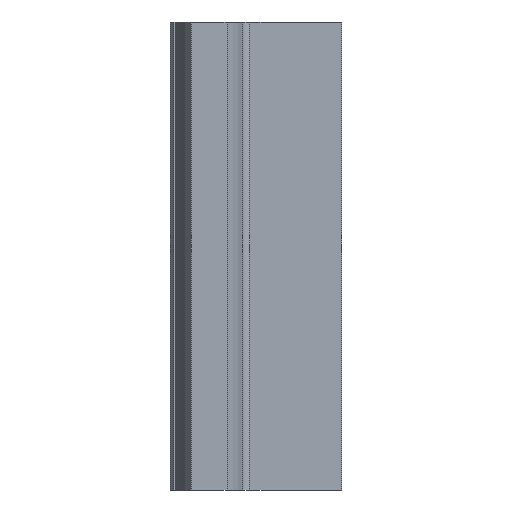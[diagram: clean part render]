
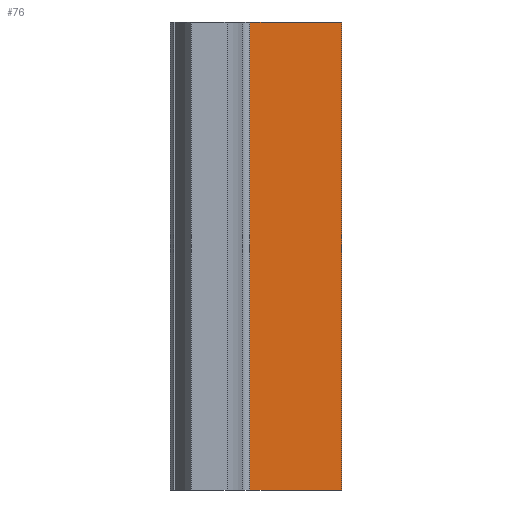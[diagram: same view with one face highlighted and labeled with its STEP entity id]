
A CAD part, left-side view. The second image highlights one B-rep face of the part: STEP entity #76.
In plain terms, the highlighted planar face has unit normal (-1, 0, 0).
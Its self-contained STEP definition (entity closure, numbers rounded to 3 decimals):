
#76 = ADVANCED_FACE( '', ( #171 ), #172, .F. );
#171 = FACE_OUTER_BOUND( '', #288, .T. );
#172 = PLANE( '', #289 );
#288 = EDGE_LOOP( '', ( #441, #442, #443, #444 ) );
#289 = AXIS2_PLACEMENT_3D( '', #445, #446, #447 );
#441 = ORIENTED_EDGE( '', *, *, #719, .T. );
#442 = ORIENTED_EDGE( '', *, *, #720, .F. );
#443 = ORIENTED_EDGE( '', *, *, #721, .F. );
#444 = ORIENTED_EDGE( '', *, *, #722, .T. );
#445 = CARTESIAN_POINT( '', ( -4., 11.782, 30. ) );
#446 = DIRECTION( '', ( 1., 0., 0. ) );
#447 = DIRECTION( '', ( 0., 0., -1. ) );
#719 = EDGE_CURVE( '', #871, #872, #873, .T. );
#720 = EDGE_CURVE( '', #874, #872, #875, .T. );
#721 = EDGE_CURVE( '', #876, #874, #877, .T. );
#722 = EDGE_CURVE( '', #876, #871, #878, .T. );
#871 = VERTEX_POINT( '', #1074 );
#872 = VERTEX_POINT( '', #1075 );
#873 = LINE( '', #1076, #1077 );
#874 = VERTEX_POINT( '', #1078 );
#875 = LINE( '', #1079, #1080 );
#876 = VERTEX_POINT( '', #1081 );
#877 = LINE( '', #1082, #1083 );
#878 = LINE( '', #1084, #1085 );
#1074 = CARTESIAN_POINT( '', ( -4., 11.782, -30. ) );
#1075 = CARTESIAN_POINT( '', ( -4., 0., -30. ) );
#1076 = CARTESIAN_POINT( '', ( -4., 11.782, -30. ) );
#1077 = VECTOR( '', #1253, 1000. );
#1078 = CARTESIAN_POINT( '', ( -4., 0., 30. ) );
#1079 = CARTESIAN_POINT( '', ( -4., 0., 30. ) );
#1080 = VECTOR( '', #1254, 1000. );
#1081 = CARTESIAN_POINT( '', ( -4., 11.782, 30. ) );
#1082 = CARTESIAN_POINT( '', ( -4., 11.782, 30. ) );
#1083 = VECTOR( '', #1255, 1000. );
#1084 = CARTESIAN_POINT( '', ( -4., 11.782, 30. ) );
#1085 = VECTOR( '', #1256, 1000. );
#1253 = DIRECTION( '', ( 0., -1., 0. ) );
#1254 = DIRECTION( '', ( 0., 0., -1. ) );
#1255 = DIRECTION( '', ( 0., -1., 0. ) );
#1256 = DIRECTION( '', ( 0., 0., -1. ) );
